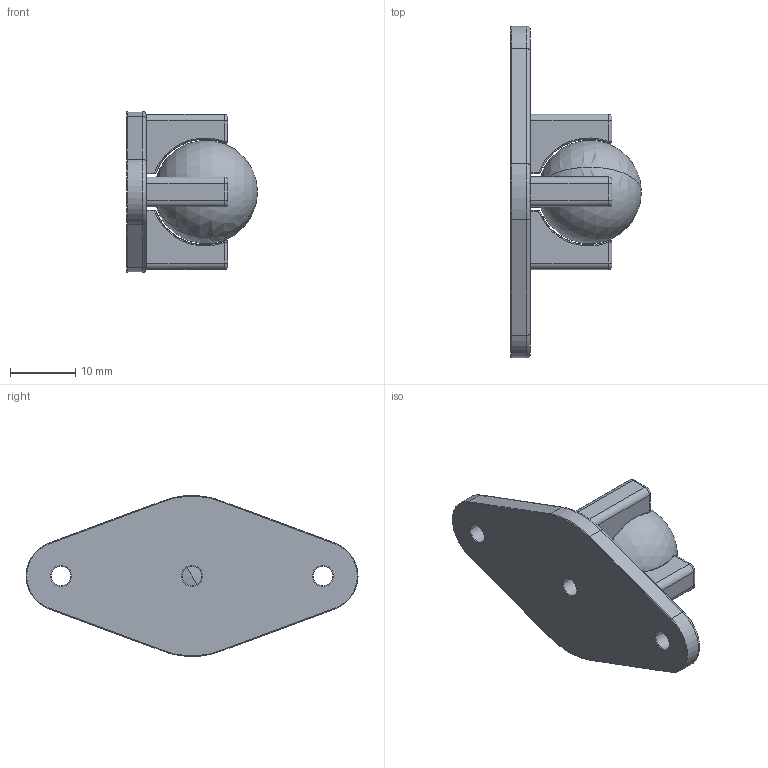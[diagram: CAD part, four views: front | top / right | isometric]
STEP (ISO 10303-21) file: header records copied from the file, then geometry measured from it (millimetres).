
FILE_DESCRIPTION(('CATIA V5 STEP Exchange'),'2;1');
FILE_NAME('W420 Ball Caster.stp','2019-06-20T04:25:06+00:00',('none'),('none'),'CATIA Version 5 Release 21 GA (IN-10)','CATIA V5 STEP AP203','none');
FILE_SCHEMA(('CONFIG_CONTROL_DESIGN'));
Length unit declared in the file: millimetre
Products named in the file (1): W420 Ball Caster
Bounding box: 20 x 50.7 x 24.54 mm (x, y, z)
Volume: 5640.7 mm3; surface area: 3710 mm2
Topology: 2 solids, 2 shells, 262 faces, 600 edges, 330 vertices
Faces by surface type: cylinder 96, torus 58, plane 52, bspline 36, sphere 20
Entity records: 9195 total; most frequent: CARTESIAN_POINT 3932, ORIENTED_EDGE 1168, DIRECTION 852, EDGE_CURVE 584, AXIS2_PLACEMENT_3D 434, VERTEX_POINT 330, EDGE_LOOP 272, ADVANCED_FACE 262
